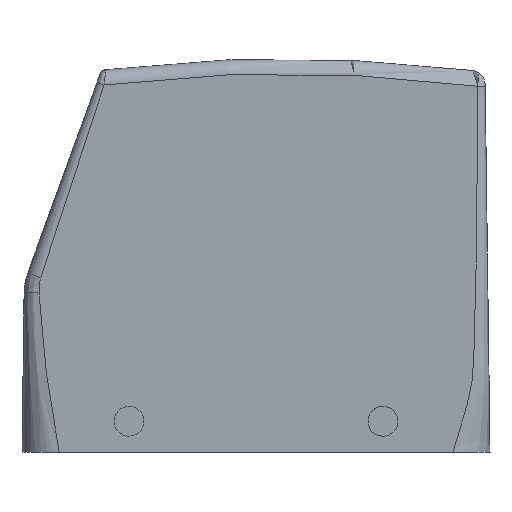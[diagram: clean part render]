
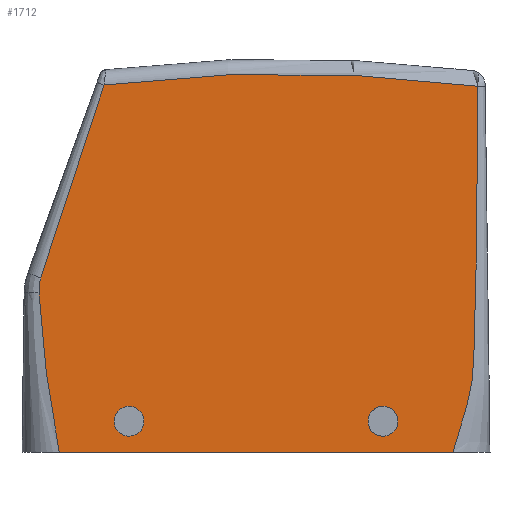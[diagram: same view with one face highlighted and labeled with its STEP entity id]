
A CAD part, left-side view. The second image highlights one B-rep face of the part: STEP entity #1712.
In plain terms, the highlighted planar face has unit normal (-1, 0, 0).
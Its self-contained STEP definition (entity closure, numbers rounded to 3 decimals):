
#1607=AXIS2_PLACEMENT_3D('Plane Axis2P3D',#1604,#1605,#1606) ;
#1611=AXIS2_PLACEMENT_3D('Circle Axis2P3D',#1609,#1610,$) ;
#1678=AXIS2_PLACEMENT_3D('Circle Axis2P3D',#1676,#1677,$) ;
#1687=AXIS2_PLACEMENT_3D('Circle Axis2P3D',#1685,#1686,$) ;
#1696=AXIS2_PLACEMENT_3D('Circle Axis2P3D',#1694,#1695,$) ;
#1705=AXIS2_PLACEMENT_3D('Circle Axis2P3D',#1703,#1704,$) ;
#642=CARTESIAN_POINT('Vertex',(7.75,7.471,0.)) ;
#647=CARTESIAN_POINT('Line Origine',(7.75,46.994,0.)) ;
#651=CARTESIAN_POINT('Vertex',(7.75,86.516,0.)) ;
#1553=CARTESIAN_POINT('Vertex',(7.75,2.46,73.489)) ;
#1557=CARTESIAN_POINT('Control Point',(7.75,2.46,73.489)) ;
#1558=CARTESIAN_POINT('Control Point',(7.75,2.458,73.057)) ;
#1559=CARTESIAN_POINT('Control Point',(7.75,2.457,72.62)) ;
#1560=CARTESIAN_POINT('Control Point',(7.75,2.456,72.19)) ;
#1561=CARTESIAN_POINT('Control Point',(7.75,2.452,70.79)) ;
#1562=CARTESIAN_POINT('Control Point',(7.75,2.449,69.397)) ;
#1563=CARTESIAN_POINT('Control Point',(7.75,2.449,68.43)) ;
#1564=CARTESIAN_POINT('Control Point',(7.75,2.449,66.502)) ;
#1565=CARTESIAN_POINT('Control Point',(7.75,2.452,64.574)) ;
#1566=CARTESIAN_POINT('Control Point',(7.75,2.455,63.609)) ;
#1567=CARTESIAN_POINT('Control Point',(7.75,2.468,60.284)) ;
#1568=CARTESIAN_POINT('Control Point',(7.75,2.491,56.958)) ;
#1569=CARTESIAN_POINT('Control Point',(7.75,2.513,54.596)) ;
#1570=CARTESIAN_POINT('Control Point',(7.75,2.567,49.872)) ;
#1571=CARTESIAN_POINT('Control Point',(7.75,2.636,45.15)) ;
#1572=CARTESIAN_POINT('Control Point',(7.75,2.674,42.79)) ;
#1573=CARTESIAN_POINT('Control Point',(7.75,2.757,38.071)) ;
#1574=CARTESIAN_POINT('Control Point',(7.75,2.852,33.356)) ;
#1575=CARTESIAN_POINT('Control Point',(7.75,2.904,31.)) ;
#1576=CARTESIAN_POINT('Control Point',(7.75,2.983,27.612)) ;
#1577=CARTESIAN_POINT('Control Point',(7.75,3.077,24.224)) ;
#1578=CARTESIAN_POINT('Control Point',(7.75,3.107,23.192)) ;
#1579=CARTESIAN_POINT('Control Point',(7.75,3.155,21.643)) ;
#1580=CARTESIAN_POINT('Control Point',(7.75,3.207,20.095)) ;
#1581=CARTESIAN_POINT('Control Point',(7.75,3.225,19.579)) ;
#1582=CARTESIAN_POINT('Control Point',(7.75,3.292,17.624)) ;
#1583=CARTESIAN_POINT('Control Point',(7.75,3.387,15.67)) ;
#1584=CARTESIAN_POINT('Control Point',(7.75,3.547,14.234)) ;
#1585=CARTESIAN_POINT('Control Point',(7.75,4.016,11.522)) ;
#1586=CARTESIAN_POINT('Control Point',(7.75,4.733,8.846)) ;
#1587=CARTESIAN_POINT('Control Point',(7.75,5.116,7.583)) ;
#1588=CARTESIAN_POINT('Control Point',(7.75,5.705,5.721)) ;
#1589=CARTESIAN_POINT('Control Point',(7.75,6.298,3.859)) ;
#1590=CARTESIAN_POINT('Control Point',(7.75,6.489,3.253)) ;
#1591=CARTESIAN_POINT('Control Point',(7.75,6.806,2.237)) ;
#1592=CARTESIAN_POINT('Control Point',(7.75,7.113,1.219)) ;
#1593=CARTESIAN_POINT('Control Point',(7.75,7.233,0.813)) ;
#1594=CARTESIAN_POINT('Control Point',(7.75,7.352,0.408)) ;
#1595=CARTESIAN_POINT('Control Point',(7.75,7.471,0.)) ;
#1604=CARTESIAN_POINT('Axis2P3D Location',(7.75,-17.985,-37.458)) ;
#1609=CARTESIAN_POINT('Axis2P3D Location',(7.75,41.,-221.)) ;
#1613=CARTESIAN_POINT('Vertex',(7.75,77.52,73.746)) ;
#1617=CARTESIAN_POINT('Control Point',(7.75,77.52,73.746)) ;
#1618=CARTESIAN_POINT('Control Point',(7.75,77.585,73.558)) ;
#1619=CARTESIAN_POINT('Control Point',(7.75,77.649,73.369)) ;
#1620=CARTESIAN_POINT('Control Point',(7.75,77.714,73.18)) ;
#1621=CARTESIAN_POINT('Control Point',(7.75,79.288,68.58)) ;
#1622=CARTESIAN_POINT('Control Point',(7.75,80.853,63.971)) ;
#1623=CARTESIAN_POINT('Control Point',(7.75,82.329,59.537)) ;
#1624=CARTESIAN_POINT('Control Point',(7.75,84.298,53.548)) ;
#1625=CARTESIAN_POINT('Control Point',(7.75,86.238,47.556)) ;
#1626=CARTESIAN_POINT('Control Point',(7.75,86.739,46.003)) ;
#1627=CARTESIAN_POINT('Control Point',(7.75,87.624,43.249)) ;
#1628=CARTESIAN_POINT('Control Point',(7.75,88.502,40.495)) ;
#1629=CARTESIAN_POINT('Control Point',(7.75,88.869,39.338)) ;
#1630=CARTESIAN_POINT('Control Point',(7.75,89.371,37.748)) ;
#1631=CARTESIAN_POINT('Control Point',(7.75,89.868,36.158)) ;
#1632=CARTESIAN_POINT('Control Point',(7.75,89.99,35.769)) ;
#1633=CARTESIAN_POINT('Control Point',(7.75,90.111,35.38)) ;
#1634=CARTESIAN_POINT('Control Point',(7.75,90.231,34.991)) ;
#1635=CARTESIAN_POINT('Vertex',(7.75,90.231,34.991)) ;
#1639=CARTESIAN_POINT('Control Point',(7.75,90.231,34.991)) ;
#1640=CARTESIAN_POINT('Control Point',(7.75,90.405,34.402)) ;
#1641=CARTESIAN_POINT('Control Point',(7.75,90.529,33.797)) ;
#1642=CARTESIAN_POINT('Control Point',(7.75,90.601,33.184)) ;
#1643=CARTESIAN_POINT('Control Point',(7.75,90.618,32.568)) ;
#1644=CARTESIAN_POINT('Control Point',(7.75,90.581,31.961)) ;
#1645=CARTESIAN_POINT('Vertex',(7.75,90.581,31.961)) ;
#1649=CARTESIAN_POINT('Control Point',(7.75,90.581,31.961)) ;
#1650=CARTESIAN_POINT('Control Point',(7.75,90.438,28.549)) ;
#1651=CARTESIAN_POINT('Control Point',(7.75,90.265,25.135)) ;
#1652=CARTESIAN_POINT('Control Point',(7.75,89.933,21.715)) ;
#1653=CARTESIAN_POINT('Control Point',(7.75,89.251,16.559)) ;
#1654=CARTESIAN_POINT('Control Point',(7.75,88.417,11.42)) ;
#1655=CARTESIAN_POINT('Control Point',(7.75,88.121,9.664)) ;
#1656=CARTESIAN_POINT('Control Point',(7.75,87.72,7.298)) ;
#1657=CARTESIAN_POINT('Control Point',(7.75,87.323,4.931)) ;
#1658=CARTESIAN_POINT('Control Point',(7.75,87.22,4.315)) ;
#1659=CARTESIAN_POINT('Control Point',(7.75,87.067,3.391)) ;
#1660=CARTESIAN_POINT('Control Point',(7.75,86.915,2.466)) ;
#1661=CARTESIAN_POINT('Control Point',(7.75,86.865,2.158)) ;
#1662=CARTESIAN_POINT('Control Point',(7.75,86.764,1.541)) ;
#1663=CARTESIAN_POINT('Control Point',(7.75,86.665,0.925)) ;
#1664=CARTESIAN_POINT('Control Point',(7.75,86.615,0.617)) ;
#1665=CARTESIAN_POINT('Control Point',(7.75,86.566,0.308)) ;
#1666=CARTESIAN_POINT('Control Point',(7.75,86.516,0.)) ;
#1676=CARTESIAN_POINT('Axis2P3D Location',(7.75,72.5,6.2)) ;
#1680=CARTESIAN_POINT('Vertex',(7.75,70.745,7.159)) ;
#1682=CARTESIAN_POINT('Vertex',(7.75,74.255,5.241)) ;
#1685=CARTESIAN_POINT('Axis2P3D Location',(7.75,72.5,6.2)) ;
#1694=CARTESIAN_POINT('Axis2P3D Location',(7.75,21.5,6.2)) ;
#1698=CARTESIAN_POINT('Vertex',(7.75,19.745,5.241)) ;
#1700=CARTESIAN_POINT('Vertex',(7.75,23.255,7.159)) ;
#1703=CARTESIAN_POINT('Axis2P3D Location',(7.75,21.5,6.2)) ;
#648=DIRECTION('Vector Direction',(0.,-1.,0.)) ;
#1605=DIRECTION('Axis2P3D Direction',(-1.,0.,0.)) ;
#1606=DIRECTION('Axis2P3D XDirection',(0.,-0.317,0.949)) ;
#1610=DIRECTION('Axis2P3D Direction',(-1.,0.,0.)) ;
#1677=DIRECTION('Axis2P3D Direction',(-1.,0.,0.)) ;
#1686=DIRECTION('Axis2P3D Direction',(-1.,0.,0.)) ;
#1695=DIRECTION('Axis2P3D Direction',(-1.,0.,0.)) ;
#1704=DIRECTION('Axis2P3D Direction',(-1.,0.,0.)) ;
#649=VECTOR('Line Direction',#648,1.) ;
#1669=ORIENTED_EDGE('',*,*,#1615,.T.) ;
#1670=ORIENTED_EDGE('',*,*,#1637,.F.) ;
#1671=ORIENTED_EDGE('',*,*,#1647,.F.) ;
#1672=ORIENTED_EDGE('',*,*,#1667,.F.) ;
#1673=ORIENTED_EDGE('',*,*,#653,.T.) ;
#1674=ORIENTED_EDGE('',*,*,#1596,.T.) ;
#1691=ORIENTED_EDGE('',*,*,#1684,.F.) ;
#1692=ORIENTED_EDGE('',*,*,#1689,.F.) ;
#1709=ORIENTED_EDGE('',*,*,#1702,.F.) ;
#1710=ORIENTED_EDGE('',*,*,#1707,.F.) ;
#1693=FACE_BOUND('',#1690,.T.) ;
#1711=FACE_BOUND('',#1708,.T.) ;
#1712=ADVANCED_FACE('Hood',(#1675,#1693,#1711),#1608,.T.) ;
#1556=B_SPLINE_CURVE_WITH_KNOTS('',5,(#1557,#1558,#1559,#1560,#1561,#1562,#1563,#1564,#1565,#1566,#1567,#1568,#1569,#1570,#1571,#1572,#1573,#1574,#1575,#1576,#1577,#1578,#1579,#1580,#1581,#1582,#1583,#1584,#1585,#1586,#1587,#1588,#1589,#1590,#1591,#1592,#1593,#1594,#1595),.UNSPECIFIED.,.F.,.U.,(6,3,3,3,3,3,3,3,3,3,3,3,6),(8.236,10.397,15.205,20.013,31.789,43.566,55.342,60.507,63.09,70.288,76.773,79.902,82.016),.UNSPECIFIED.) ;
#1616=B_SPLINE_CURVE_WITH_KNOTS('',5,(#1617,#1618,#1619,#1620,#1621,#1622,#1623,#1624,#1625,#1626,#1627,#1628,#1629,#1630,#1631,#1632,#1633,#1634),.UNSPECIFIED.,.F.,.U.,(6,3,3,3,3,6),(0.,1.414,34.405,45.942,54.86,57.747),.UNSPECIFIED.) ;
#1638=B_SPLINE_CURVE_WITH_KNOTS('',5,(#1639,#1640,#1641,#1642,#1643,#1644),.UNSPECIFIED.,.F.,.U.,(6,6),(0.,4.342),.UNSPECIFIED.) ;
#1648=B_SPLINE_CURVE_WITH_KNOTS('',5,(#1649,#1650,#1651,#1652,#1653,#1654,#1655,#1656,#1657,#1658,#1659,#1660,#1661,#1662,#1663,#1664,#1665,#1666),.UNSPECIFIED.,.F.,.U.,(6,3,3,3,3,6),(0.,24.247,36.778,41.186,43.39,45.594),.UNSPECIFIED.) ;
#1612=CIRCLE('generated circle',#1611,297.) ;
#1679=CIRCLE('generated circle',#1678,2.) ;
#1688=CIRCLE('generated circle',#1687,2.) ;
#1697=CIRCLE('generated circle',#1696,2.) ;
#1706=CIRCLE('generated circle',#1705,2.) ;
#653=EDGE_CURVE('',#652,#643,#650,.T.) ;
#1596=EDGE_CURVE('',#643,#1554,#1556,.F.) ;
#1615=EDGE_CURVE('',#1554,#1614,#1612,.T.) ;
#1637=EDGE_CURVE('',#1636,#1614,#1616,.F.) ;
#1647=EDGE_CURVE('',#1646,#1636,#1638,.F.) ;
#1667=EDGE_CURVE('',#652,#1646,#1648,.F.) ;
#1684=EDGE_CURVE('',#1681,#1683,#1679,.T.) ;
#1689=EDGE_CURVE('',#1683,#1681,#1688,.T.) ;
#1702=EDGE_CURVE('',#1699,#1701,#1697,.T.) ;
#1707=EDGE_CURVE('',#1701,#1699,#1706,.T.) ;
#1668=EDGE_LOOP('',(#1669,#1670,#1671,#1672,#1673,#1674)) ;
#1690=EDGE_LOOP('',(#1691,#1692)) ;
#1708=EDGE_LOOP('',(#1709,#1710)) ;
#1675=FACE_OUTER_BOUND('',#1668,.T.) ;
#650=LINE('Line',#647,#649) ;
#1608=PLANE('',#1607) ;
#643=VERTEX_POINT('',#642) ;
#652=VERTEX_POINT('',#651) ;
#1554=VERTEX_POINT('',#1553) ;
#1614=VERTEX_POINT('',#1613) ;
#1636=VERTEX_POINT('',#1635) ;
#1646=VERTEX_POINT('',#1645) ;
#1681=VERTEX_POINT('',#1680) ;
#1683=VERTEX_POINT('',#1682) ;
#1699=VERTEX_POINT('',#1698) ;
#1701=VERTEX_POINT('',#1700) ;
